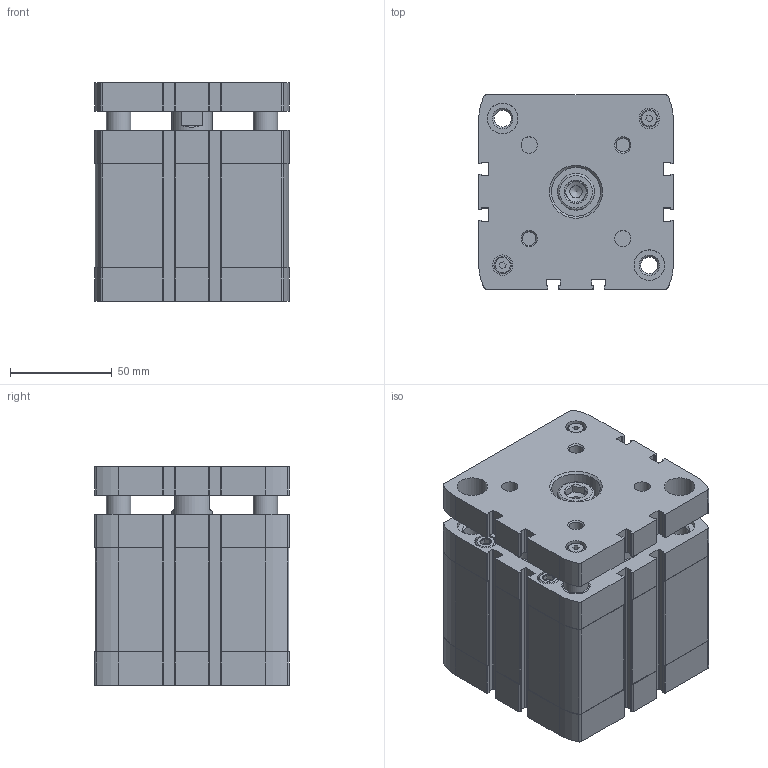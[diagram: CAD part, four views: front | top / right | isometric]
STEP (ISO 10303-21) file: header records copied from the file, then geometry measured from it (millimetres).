
FILE_DESCRIPTION(/* description */ ('STEP AP214'),/* implementation_level */ '2;1');
FILE_NAME(/* name */ '574062_ADNGF-80-30-PPS-A',/* time_stamp */ '2024-08-01T15:58:33+02:00',/* author */ ('License CC BY-ND 4.0'),/* organization */ ('CADENAS'),/* preprocessor_version */ 'ST-DEVELOPER v19.3',/* originating_system */ 'PARTsolutions',/* authorisation */ ' ');
FILE_SCHEMA (('AUTOMOTIVE_DESIGN {1 0 10303 214 3 1 1}'));
Length unit declared in the file: millimetre
Products named in the file (3): 574062 ADNGF-80-30-PPS-A---(0); 537131 ADNGF-80-30-P-A---(Z); 537131 ADNGF-80-30-PPS-A---(KS)
Assembly tree (2 placements, depth 2):
  574062 ADNGF-80-30-PPS-A---(0)
    537131 ADNGF-80-30-P-A---(Z)
    537131 ADNGF-80-30-PPS-A---(KS)
Bounding box: 95.5 x 95.5 x 107.4 mm (x, y, z)
Volume: 637053.3 mm3; surface area: 154783.1 mm2
Topology: 2 solids, 2 shells, 684 faces, 1790 edges, 1165 vertices
Faces by surface type: plane 339, cylinder 210, cone 132, torus 3
Full cylindrical faces by diameter (mm): 6 x1, 6.647 x2, 8 x2, 8.376 x6, 8.5 x2, 8.566 x2, 10 x10, 10.7 x8, 12 x5, 14 x2, 14.8 x2, 15 x8, 18 x1, 20 x2, 24 x1, 80 x2
Entity records: 20739 total; most frequent: CARTESIAN_POINT 3778, DIRECTION 3634, ORIENTED_EDGE 3352, EDGE_CURVE 1676, AXIS2_PLACEMENT_3D 1335, VERTEX_POINT 1155, LINE 964, VECTOR 964
